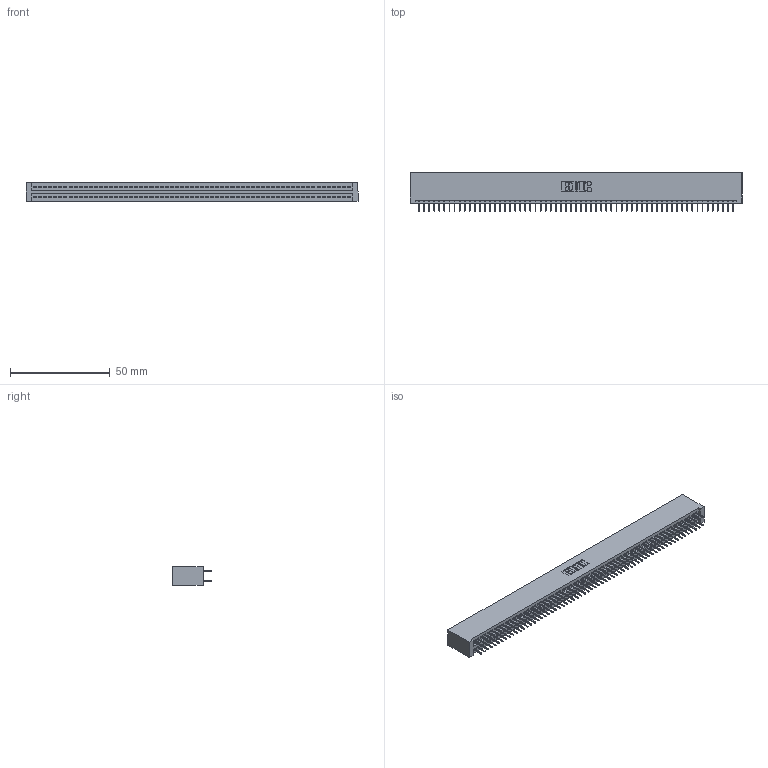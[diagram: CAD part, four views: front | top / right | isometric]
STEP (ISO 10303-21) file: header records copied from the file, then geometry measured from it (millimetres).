
FILE_DESCRIPTION (( 'STEP AP203' ), '1' );
FILE_NAME ('345-126-524-201.STEP', '2019-11-06T23:31:35', ( '' ), ( '' ), 'SwSTEP 2.0', 'SolidWorks 2016', '' );
FILE_SCHEMA (( 'CONFIG_CONTROL_DESIGN' ));
Length unit declared in the file: inch
Products named in the file (3): 345 Part_No Mounting Lugs; 345-292-001_345-293-124; 345-126-524-201
Assembly tree (127 placements, depth 2):
  345-126-524-201
    345 Part_No Mounting Lugs
    345-292-001_345-293-124  x126
Bounding box: 166.62 x 19.35 x 9.4 mm (x, y, z)
Volume: 16806.2 mm3; surface area: 25049 mm2
Topology: 127 solids, 127 shells, 6922 faces, 19595 edges, 12558 vertices
Faces by surface type: plane 4990, cylinder 1932
Entity records: 46401 total; most frequent: CARTESIAN_POINT 7756, ORIENTED_EDGE 7690, DIRECTION 6809, EDGE_CURVE 3845, LINE 3473, VECTOR 3473, VERTEX_POINT 2558, AXIS2_PLACEMENT_3D 1668
